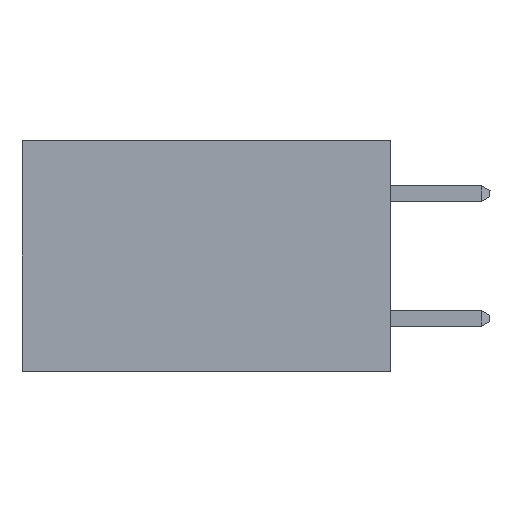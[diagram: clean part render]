
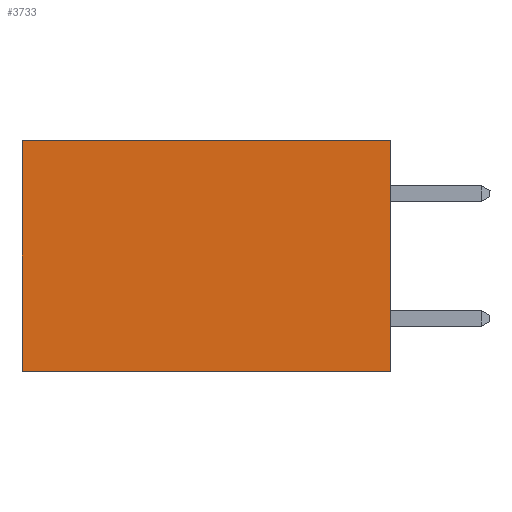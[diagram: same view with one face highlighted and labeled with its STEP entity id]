
A CAD part, left-side view. The second image highlights one B-rep face of the part: STEP entity #3733.
In plain terms, the highlighted planar face has unit normal (-1, 0, 0).
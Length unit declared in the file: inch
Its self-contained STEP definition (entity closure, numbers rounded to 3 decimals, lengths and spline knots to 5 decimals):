
#89 = VECTOR ( 'NONE', #9706, 39.37008 ) ;
#681 = DIRECTION ( 'NONE',  ( 0., 0., -1. ) ) ;
#692 = DIRECTION ( 'NONE',  ( 0., 0., -1. ) ) ;
#2108 = CARTESIAN_POINT ( 'NONE',  ( 0.277, 0., -0.37 ) ) ;
#2142 = DIRECTION ( 'NONE',  ( 0., 1., 0. ) ) ;
#2314 = LINE ( 'NONE', #9685, #14325 ) ;
#2705 = VERTEX_POINT ( 'NONE', #18807 ) ;
#2915 = CARTESIAN_POINT ( 'NONE',  ( 0.277, 0.59, 0. ) ) ;
#3576 = ORIENTED_EDGE ( 'NONE', *, *, #7675, .T. ) ;
#3611 = ORIENTED_EDGE ( 'NONE', *, *, #18278, .F. ) ;
#3733 = ADVANCED_FACE ( 'NONE', ( #18683 ), #8176, .F. ) ;
#5153 = CARTESIAN_POINT ( 'NONE',  ( 0.277, 0., -0.37 ) ) ;
#5180 = VECTOR ( 'NONE', #2142, 39.37008 ) ;
#7211 = AXIS2_PLACEMENT_3D ( 'NONE', #2108, #9678, #681 ) ;
#7675 = EDGE_CURVE ( 'NONE', #17284, #18430, #2314, .T. ) ;
#8176 = PLANE ( 'NONE',  #7211 ) ;
#8381 = VECTOR ( 'NONE', #18435, 39.37008 ) ;
#8570 = ORIENTED_EDGE ( 'NONE', *, *, #10140, .F. ) ;
#9429 = CARTESIAN_POINT ( 'NONE',  ( 0.277, 0., 0. ) ) ;
#9678 = DIRECTION ( 'NONE',  ( 1., 0., 0. ) ) ;
#9685 = CARTESIAN_POINT ( 'NONE',  ( 0.277, 0.59, -0.37 ) ) ;
#9706 = DIRECTION ( 'NONE',  ( 0., 0., -1. ) ) ;
#10140 = EDGE_CURVE ( 'NONE', #16290, #18430, #17188, .T. ) ;
#12650 = EDGE_CURVE ( 'NONE', #2705, #17284, #16397, .T. ) ;
#13033 = LINE ( 'NONE', #5153, #89 ) ;
#13453 = EDGE_LOOP ( 'NONE', ( #3576, #8570, #3611, #17506 ) ) ;
#13755 = CARTESIAN_POINT ( 'NONE',  ( 0.277, 0., -0.37 ) ) ;
#14325 = VECTOR ( 'NONE', #692, 39.37008 ) ;
#16290 = VERTEX_POINT ( 'NONE', #13755 ) ;
#16397 = LINE ( 'NONE', #9429, #8381 ) ;
#17130 = CARTESIAN_POINT ( 'NONE',  ( 0.277, 0., -0.37 ) ) ;
#17188 = LINE ( 'NONE', #17130, #5180 ) ;
#17284 = VERTEX_POINT ( 'NONE', #2915 ) ;
#17506 = ORIENTED_EDGE ( 'NONE', *, *, #12650, .T. ) ;
#18278 = EDGE_CURVE ( 'NONE', #2705, #16290, #13033, .T. ) ;
#18430 = VERTEX_POINT ( 'NONE', #18986 ) ;
#18435 = DIRECTION ( 'NONE',  ( 0., 1., 0. ) ) ;
#18683 = FACE_OUTER_BOUND ( 'NONE', #13453, .T. ) ;
#18807 = CARTESIAN_POINT ( 'NONE',  ( 0.277, 0., 0. ) ) ;
#18986 = CARTESIAN_POINT ( 'NONE',  ( 0.277, 0.59, -0.37 ) ) ;
